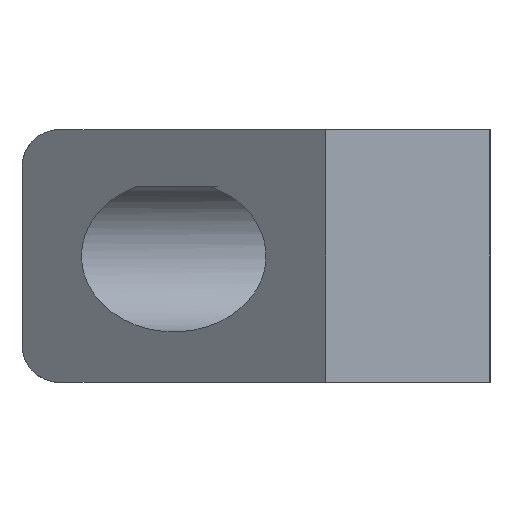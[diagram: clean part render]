
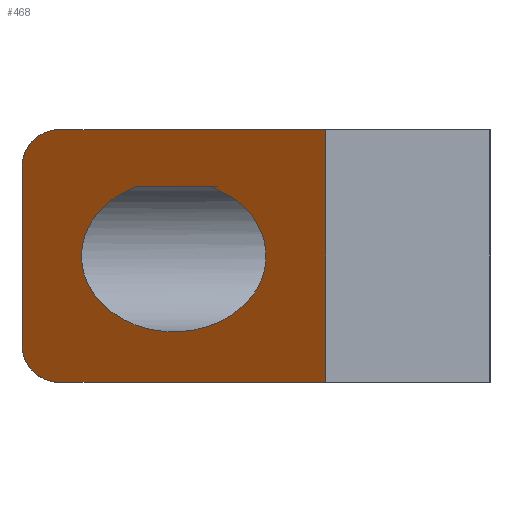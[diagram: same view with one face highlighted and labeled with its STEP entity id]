
A CAD part, left-side view. The second image highlights one B-rep face of the part: STEP entity #468.
In plain terms, the highlighted planar face has unit normal (-0.772, 0.635, 0).
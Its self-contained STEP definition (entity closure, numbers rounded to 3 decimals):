
#21=FACE_BOUND('',#77,.T.);
#28=ELLIPSE('',#508,3.885,3.);
#29=ELLIPSE('',#511,3.885,3.);
#30=ELLIPSE('',#512,9.442,6.);
#50=FACE_OUTER_BOUND('',#76,.T.);
#76=EDGE_LOOP('',(#341,#342,#343,#344,#345,#346));
#77=EDGE_LOOP('',(#347,#348));
#106=LINE('',#690,#156);
#107=LINE('',#694,#157);
#125=LINE('',#736,#175);
#128=LINE('',#743,#178);
#129=LINE('',#744,#179);
#156=VECTOR('',#552,10.);
#157=VECTOR('',#555,10.);
#175=VECTOR('',#583,10.);
#178=VECTOR('',#590,10.);
#179=VECTOR('',#591,10.);
#204=VERTEX_POINT('',#684);
#206=VERTEX_POINT('',#688);
#207=VERTEX_POINT('',#692);
#208=VERTEX_POINT('',#693);
#225=VERTEX_POINT('',#729);
#226=VERTEX_POINT('',#731);
#227=VERTEX_POINT('',#735);
#229=VERTEX_POINT('',#742);
#250=EDGE_CURVE('',#206,#204,#106,.T.);
#251=EDGE_CURVE('',#207,#208,#107,.T.);
#269=EDGE_CURVE('',#225,#226,#28,.T.);
#271=EDGE_CURVE('',#226,#227,#125,.T.);
#274=EDGE_CURVE('',#227,#207,#29,.T.);
#275=EDGE_CURVE('',#229,#225,#128,.T.);
#276=EDGE_CURVE('',#229,#208,#129,.T.);
#277=EDGE_CURVE('',#206,#204,#30,.T.);
#341=ORIENTED_EDGE('',*,*,#251,.F.);
#342=ORIENTED_EDGE('',*,*,#274,.F.);
#343=ORIENTED_EDGE('',*,*,#271,.F.);
#344=ORIENTED_EDGE('',*,*,#269,.F.);
#345=ORIENTED_EDGE('',*,*,#275,.F.);
#346=ORIENTED_EDGE('',*,*,#276,.T.);
#347=ORIENTED_EDGE('',*,*,#277,.T.);
#348=ORIENTED_EDGE('',*,*,#250,.F.);
#449=PLANE('',#510);
#468=ADVANCED_FACE('',(#50,#21),#449,.T.);
#508=AXIS2_PLACEMENT_3D('',#732,#578,#579);
#510=AXIS2_PLACEMENT_3D('',#740,#586,#587);
#511=AXIS2_PLACEMENT_3D('',#741,#588,#589);
#512=AXIS2_PLACEMENT_3D('',#745,#592,#593);
#552=DIRECTION('',(0.635,0.772,0.));
#555=DIRECTION('',(-0.635,-0.772,0.));
#578=DIRECTION('center_axis',(0.772,-0.635,0.));
#579=DIRECTION('ref_axis',(0.635,0.772,0.));
#583=DIRECTION('',(0.,0.,1.));
#586=DIRECTION('center_axis',(-0.772,0.635,0.));
#587=DIRECTION('ref_axis',(-0.635,-0.772,0.));
#588=DIRECTION('center_axis',(0.772,-0.635,0.));
#589=DIRECTION('ref_axis',(0.635,0.772,0.));
#590=DIRECTION('',(0.635,0.772,0.));
#591=DIRECTION('',(0.,0.,1.));
#592=DIRECTION('center_axis',(0.772,-0.635,0.));
#593=DIRECTION('ref_axis',(-0.635,-0.772,0.));
#684=CARTESIAN_POINT('',(-47.477,-9.086,15.5));
#688=CARTESIAN_POINT('',(-52.273,-14.914,15.5));
#690=CARTESIAN_POINT('',(-55.875,-19.291,15.5));
#692=CARTESIAN_POINT('',(-42.469,-3.,20.));
#693=CARTESIAN_POINT('',(-59.75,-24.,20.));
#694=CARTESIAN_POINT('',(-59.75,-24.,20.));
#729=CARTESIAN_POINT('',(-42.469,-3.,0.));
#731=CARTESIAN_POINT('',(-40.,0.,3.));
#732=CARTESIAN_POINT('Origin',(-42.469,-3.,3.));
#735=CARTESIAN_POINT('',(-40.,0.,17.));
#736=CARTESIAN_POINT('',(-40.,0.,0.));
#740=CARTESIAN_POINT('Origin',(-40.,0.,0.));
#741=CARTESIAN_POINT('Origin',(-42.469,-3.,17.));
#742=CARTESIAN_POINT('',(-59.75,-24.,0.));
#743=CARTESIAN_POINT('',(-59.75,-24.,0.));
#744=CARTESIAN_POINT('',(-59.75,-24.,0.));
#745=CARTESIAN_POINT('Origin',(-49.875,-12.,10.));
